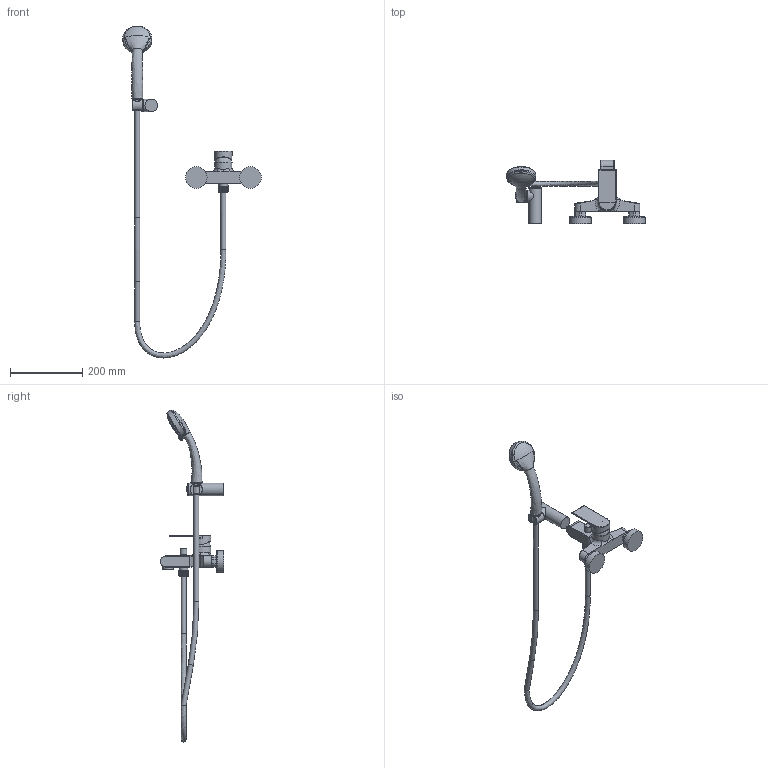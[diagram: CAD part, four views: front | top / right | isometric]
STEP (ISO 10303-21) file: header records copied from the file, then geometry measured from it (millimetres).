
FILE_DESCRIPTION(('STEP AP214'), '1');
FILE_NAME('44CR105E-V2', '', ('UNSPECIFIED'), ('UNSPECIFIED'), 'ASCON STEP Converter 1.6', 'ASCON Math Kernel', '');
FILE_SCHEMA(('AUTOMOTIVE_DESIGN { 1 0 10303 214 3 1 1}'));
Length unit declared in the file: millimetre
Products named in the file (13): ?4CR105E; Êîïèÿ Ãàéêà^44CR105E; ?4CR105E.stp; 44CR105E-prt3.stp; ___11.stp; ____.stp; ________.stp; 儰齕; äóø11
Assembly tree (12 placements, depth 5):
  (unnamed)
    ?4CR105E
      Êîïèÿ Ãàéêà^44CR105E
      ?4CR105E.stp
        44CR105E-prt3.stp
        ?4CR105E.stp
          ___11.stp
          ____.stp
          ________.stp
    (unnamed)
    ?4CR105E
      儰齕
      äóø11
Bounding box: 384 x 176 x 921.24 mm (x, y, z)
Volume: 1113053.3 mm3; surface area: 211135.7 mm2
Topology: 10 solids, 10 shells, 724 faces, 1656 edges, 1059 vertices
Faces by surface type: cylinder 244, plane 244, bspline 90, sphere 61, torus 51, cone 34
Full cylindrical faces by diameter (mm): 1.202 x45, 1.934 x9, 2.888 x45, 3.825 x9, 6.4 x1, 14 x3, 14.375 x1, 15.245 x1, 16.631 x1, 18.4 x1, 20.4 x1, 23.939 x1, 28 x1, 34 x2, 35 x1, 44 x1, 48 x2, 60 x2, 75 x1, 76 x1
Entity records: 54941 total; most frequent: CARTESIAN_POINT 34146, ORIENTED_EDGE 2988, DIRECTION 2502, EDGE_CURVE 1494, AXIS2_PLACEMENT_3D 1086, VERTEX_POINT 1059, EDGE_LOOP 995, COLOUR_RGB 734
